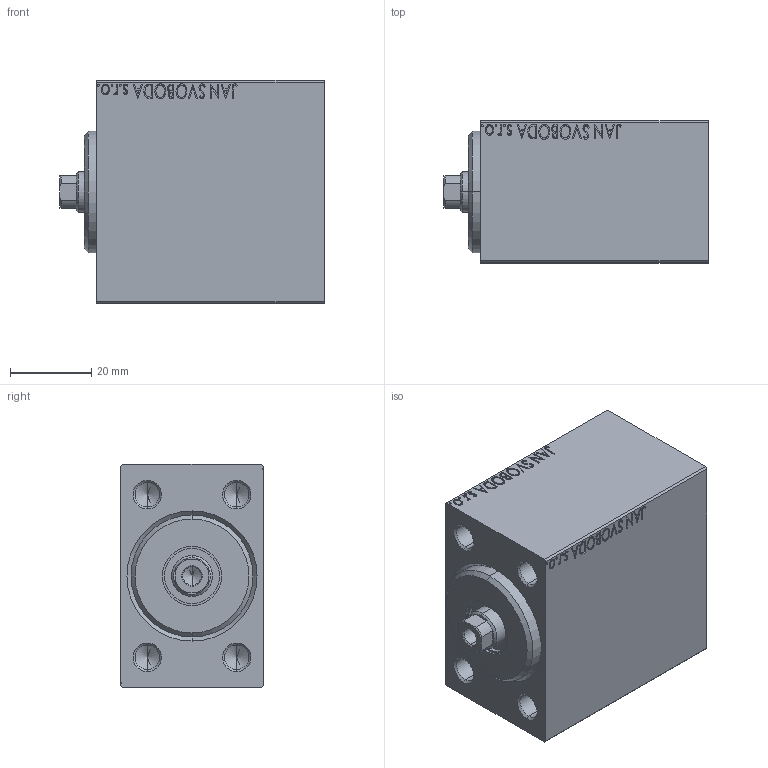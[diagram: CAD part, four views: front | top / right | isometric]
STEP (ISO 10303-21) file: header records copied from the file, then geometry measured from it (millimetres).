
FILE_DESCRIPTION (( 'STEP AP203' ), '1' );
FILE_NAME ('321c.STEP', '2024-02-12T05:08:44', ( '' ), ( '' ), 'SwSTEP 2.0', 'SolidWorks 2019', '' );
FILE_SCHEMA (( 'CONFIG_CONTROL_DESIGN' ));
Length unit declared in the file: millimetre
Products named in the file (4): V450CM_VC_B cf2c5157b5465fc13dc7ef8f26a92a77; V450CM_B_Body cf2c5157b5465fc13dc7ef8f26a92a77; 321c; V450CM_B_VCP cf2c5157b5465fc13dc7ef8f26a92a77
Assembly tree (3 placements, depth 2):
  321c
    V450CM_B_Body cf2c5157b5465fc13dc7ef8f26a92a77
    V450CM_B_VCP cf2c5157b5465fc13dc7ef8f26a92a77
    V450CM_VC_B cf2c5157b5465fc13dc7ef8f26a92a77
Bounding box: 65 x 35 x 55 mm (x, y, z)
Volume: 104341 mm3; surface area: 25112.6 mm2
Topology: 3 solids, 3 shells, 877 faces, 2250 edges, 1473 vertices
Faces by surface type: plane 401, bspline 380, cylinder 50, cone 46
Entity records: 44216 total; most frequent: CARTESIAN_POINT 25088, ORIENTED_EDGE 4464, DIRECTION 2610, EDGE_CURVE 2232, VERTEX_POINT 1473, VECTOR 1324, LINE 1324, EDGE_LOOP 995
